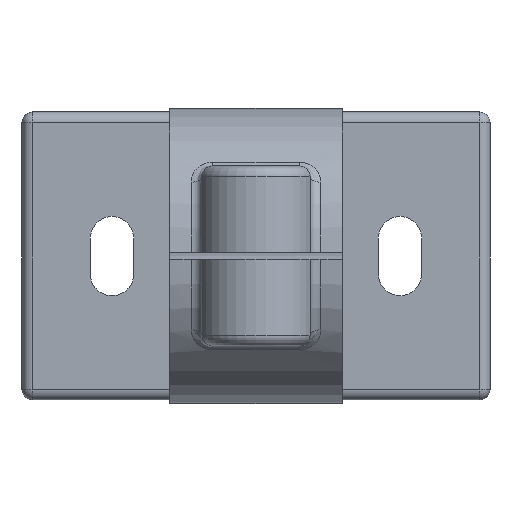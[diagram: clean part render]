
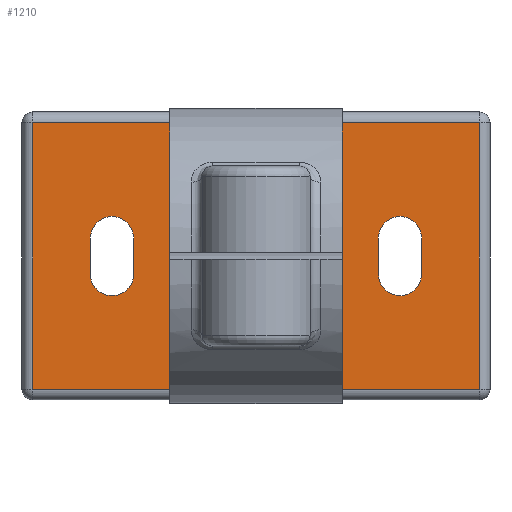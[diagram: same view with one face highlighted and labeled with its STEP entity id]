
A CAD part, front view. The second image highlights one B-rep face of the part: STEP entity #1210.
In plain terms, the highlighted planar face has unit normal (0, -1, 0).
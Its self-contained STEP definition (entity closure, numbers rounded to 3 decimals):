
#24=FACE_BOUND('',#204,.T.);
#25=FACE_BOUND('',#205,.T.);
#26=FACE_BOUND('',#206,.T.);
#48=PLANE('',#1335);
#123=FACE_OUTER_BOUND('',#203,.T.);
#203=EDGE_LOOP('',(#997,#998,#999,#1000));
#204=EDGE_LOOP('',(#1001,#1002,#1003,#1004,#1005));
#205=EDGE_LOOP('',(#1006,#1007,#1008,#1009));
#206=EDGE_LOOP('',(#1010,#1011,#1012,#1013));
#259=LINE('',#1810,#348);
#263=LINE('',#1871,#352);
#268=LINE('',#1932,#357);
#271=LINE('',#1987,#360);
#306=LINE('',#2397,#395);
#307=LINE('',#2399,#396);
#308=LINE('',#2401,#397);
#309=LINE('',#2402,#398);
#310=LINE('',#2407,#399);
#311=LINE('',#2409,#400);
#312=LINE('',#2412,#401);
#313=LINE('',#2415,#402);
#314=LINE('',#2419,#403);
#348=VECTOR('',#1404,10.);
#352=VECTOR('',#1422,10.);
#357=VECTOR('',#1439,10.);
#360=VECTOR('',#1450,10.);
#395=VECTOR('',#1607,10.);
#396=VECTOR('',#1608,10.);
#397=VECTOR('',#1609,10.);
#398=VECTOR('',#1610,10.);
#399=VECTOR('',#1613,10.);
#400=VECTOR('',#1614,10.);
#401=VECTOR('',#1617,10.);
#402=VECTOR('',#1618,10.);
#403=VECTOR('',#1621,10.);
#470=CIRCLE('',#1336,6.);
#471=CIRCLE('',#1337,6.);
#472=CIRCLE('',#1338,6.);
#473=CIRCLE('',#1339,6.);
#498=VERTEX_POINT('',#1802);
#500=VERTEX_POINT('',#1808);
#505=VERTEX_POINT('',#1869);
#510=VERTEX_POINT('',#1930);
#562=VERTEX_POINT('',#2395);
#563=VERTEX_POINT('',#2396);
#564=VERTEX_POINT('',#2398);
#565=VERTEX_POINT('',#2400);
#566=VERTEX_POINT('',#2403);
#567=VERTEX_POINT('',#2404);
#568=VERTEX_POINT('',#2406);
#569=VERTEX_POINT('',#2408);
#570=VERTEX_POINT('',#2410);
#571=VERTEX_POINT('',#2413);
#572=VERTEX_POINT('',#2414);
#573=VERTEX_POINT('',#2416);
#574=VERTEX_POINT('',#2418);
#608=EDGE_CURVE('',#500,#498,#259,.T.);
#617=EDGE_CURVE('',#505,#500,#263,.T.);
#626=EDGE_CURVE('',#510,#505,#268,.T.);
#632=EDGE_CURVE('',#498,#510,#271,.T.);
#714=EDGE_CURVE('',#562,#563,#306,.T.);
#715=EDGE_CURVE('',#564,#562,#307,.T.);
#716=EDGE_CURVE('',#565,#564,#308,.T.);
#717=EDGE_CURVE('',#563,#565,#309,.T.);
#718=EDGE_CURVE('',#566,#567,#470,.T.);
#719=EDGE_CURVE('',#568,#566,#310,.T.);
#720=EDGE_CURVE('',#569,#568,#311,.T.);
#721=EDGE_CURVE('',#570,#569,#471,.T.);
#722=EDGE_CURVE('',#567,#570,#312,.T.);
#723=EDGE_CURVE('',#571,#572,#313,.T.);
#724=EDGE_CURVE('',#573,#571,#472,.T.);
#725=EDGE_CURVE('',#574,#573,#314,.T.);
#726=EDGE_CURVE('',#572,#574,#473,.T.);
#997=ORIENTED_EDGE('',*,*,#714,.F.);
#998=ORIENTED_EDGE('',*,*,#715,.F.);
#999=ORIENTED_EDGE('',*,*,#716,.F.);
#1000=ORIENTED_EDGE('',*,*,#717,.F.);
#1001=ORIENTED_EDGE('',*,*,#718,.F.);
#1002=ORIENTED_EDGE('',*,*,#719,.F.);
#1003=ORIENTED_EDGE('',*,*,#720,.F.);
#1004=ORIENTED_EDGE('',*,*,#721,.F.);
#1005=ORIENTED_EDGE('',*,*,#722,.F.);
#1006=ORIENTED_EDGE('',*,*,#723,.F.);
#1007=ORIENTED_EDGE('',*,*,#724,.F.);
#1008=ORIENTED_EDGE('',*,*,#725,.F.);
#1009=ORIENTED_EDGE('',*,*,#726,.F.);
#1010=ORIENTED_EDGE('',*,*,#626,.F.);
#1011=ORIENTED_EDGE('',*,*,#632,.F.);
#1012=ORIENTED_EDGE('',*,*,#608,.F.);
#1013=ORIENTED_EDGE('',*,*,#617,.F.);
#1210=ADVANCED_FACE('',(#123,#24,#25,#26),#48,.F.);
#1335=AXIS2_PLACEMENT_3D('',#2394,#1605,#1606);
#1336=AXIS2_PLACEMENT_3D('',#2405,#1611,#1612);
#1337=AXIS2_PLACEMENT_3D('',#2411,#1615,#1616);
#1338=AXIS2_PLACEMENT_3D('',#2417,#1619,#1620);
#1339=AXIS2_PLACEMENT_3D('',#2420,#1622,#1623);
#1404=DIRECTION('',(0.,0.,1.));
#1422=DIRECTION('',(1.,0.,0.));
#1439=DIRECTION('',(0.,0.,-1.));
#1450=DIRECTION('',(-1.,0.,0.));
#1605=DIRECTION('center_axis',(0.,1.,0.));
#1606=DIRECTION('ref_axis',(1.,0.,0.));
#1607=DIRECTION('',(0.,0.,1.));
#1608=DIRECTION('',(-1.,0.,0.));
#1609=DIRECTION('',(0.,0.,-1.));
#1610=DIRECTION('',(1.,0.,0.));
#1611=DIRECTION('center_axis',(0.,-1.,0.));
#1612=DIRECTION('ref_axis',(-1.,0.,0.));
#1613=DIRECTION('',(0.,0.,1.));
#1614=DIRECTION('',(1.,0.,0.));
#1615=DIRECTION('center_axis',(0.,-1.,0.));
#1616=DIRECTION('ref_axis',(1.,0.,0.));
#1617=DIRECTION('',(0.,0.,-1.));
#1618=DIRECTION('',(0.,0.,-1.));
#1619=DIRECTION('center_axis',(0.,-1.,0.));
#1620=DIRECTION('ref_axis',(-1.,0.,0.));
#1621=DIRECTION('',(0.,0.,1.));
#1622=DIRECTION('center_axis',(0.,-1.,0.));
#1623=DIRECTION('ref_axis',(1.,0.,0.01));
#1802=CARTESIAN_POINT('',(20.,0.,30.));
#1808=CARTESIAN_POINT('',(20.,0.,-30.));
#1810=CARTESIAN_POINT('',(20.,0.,-12.5));
#1869=CARTESIAN_POINT('',(-20.,0.,-30.));
#1871=CARTESIAN_POINT('',(-7.5,0.,-30.));
#1930=CARTESIAN_POINT('',(-20.,0.,30.));
#1932=CARTESIAN_POINT('',(-20.,0.,12.5));
#1987=CARTESIAN_POINT('',(7.5,0.,30.));
#2394=CARTESIAN_POINT('Origin',(0.,0.,0.));
#2395=CARTESIAN_POINT('',(-62.,0.,-37.));
#2396=CARTESIAN_POINT('',(-62.,0.,37.));
#2397=CARTESIAN_POINT('',(-62.,0.,-20.));
#2398=CARTESIAN_POINT('',(62.,0.,-37.));
#2399=CARTESIAN_POINT('',(32.5,0.,-37.));
#2400=CARTESIAN_POINT('',(62.,0.,37.));
#2401=CARTESIAN_POINT('',(62.,0.,20.));
#2402=CARTESIAN_POINT('',(-32.5,0.,37.));
#2403=CARTESIAN_POINT('',(46.,0.,4.996));
#2404=CARTESIAN_POINT('',(34.,0.,4.996));
#2405=CARTESIAN_POINT('Origin',(40.,0.,4.996));
#2406=CARTESIAN_POINT('',(46.,0.,-5.004));
#2407=CARTESIAN_POINT('',(46.,0.,4.996));
#2408=CARTESIAN_POINT('',(45.98,0.,-5.004));
#2409=CARTESIAN_POINT('',(45.98,0.,-5.004));
#2410=CARTESIAN_POINT('',(34.,0.,-4.509));
#2411=CARTESIAN_POINT('Origin',(39.98,0.,-5.004));
#2412=CARTESIAN_POINT('',(34.,0.,4.996));
#2413=CARTESIAN_POINT('',(-46.,0.,4.996));
#2414=CARTESIAN_POINT('',(-46.,0.,-5.004));
#2415=CARTESIAN_POINT('',(-46.,0.,4.996));
#2416=CARTESIAN_POINT('',(-34.,0.,4.996));
#2417=CARTESIAN_POINT('Origin',(-40.,0.,4.996));
#2418=CARTESIAN_POINT('',(-34.,0.,-5.004));
#2419=CARTESIAN_POINT('',(-34.,0.,-5.004));
#2420=CARTESIAN_POINT('Origin',(-40.,0.,-5.063));
